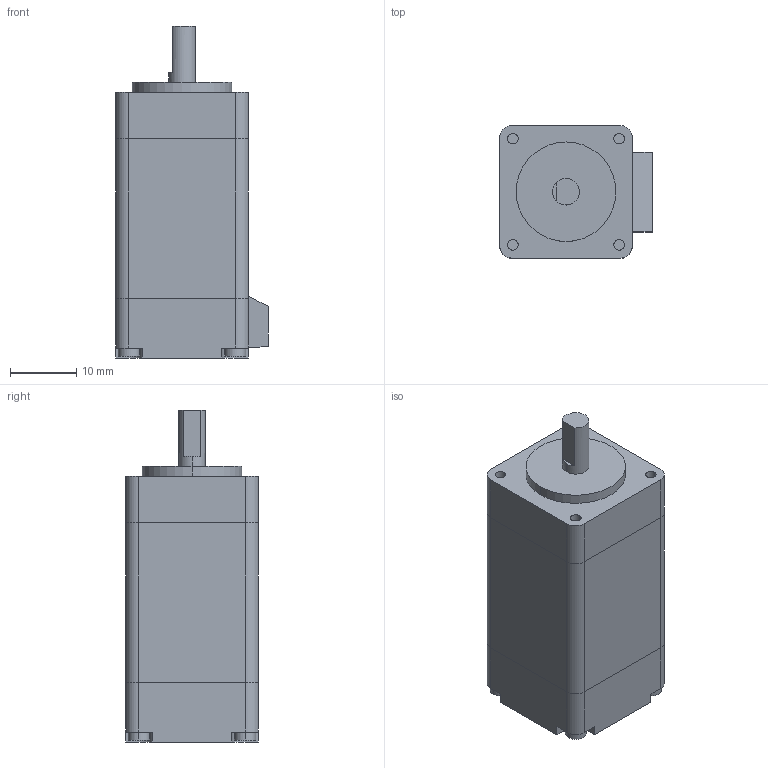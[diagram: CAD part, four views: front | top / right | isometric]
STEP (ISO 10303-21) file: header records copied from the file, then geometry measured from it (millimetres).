
FILE_DESCRIPTION (( 'STEP AP203' ), '1' );
FILE_NAME ('NMS08-T4A.step', '2023-05-17T23:23:03', ( '' ), ( '' ), 'SwSTEP 2.0', 'SolidWorks 2019', '' );
FILE_SCHEMA (( 'CONFIG_CONTROL_DESIGN' ));
Length unit declared in the file: millimetre
Products named in the file (2): NMS08-T4A; NMS08_motor^NMS08_NMS08
Assembly tree (1 placements, depth 2):
  NMS08-T4A
    NMS08_motor^NMS08_NMS08
Bounding box: 23 x 20 x 50 mm (x, y, z)
Volume: 16386.3 mm3; surface area: 6083 mm2
Topology: 4 solids, 4 shells, 80 faces, 198 edges, 132 vertices
Faces by surface type: plane 44, cylinder 36
Entity records: 2602 total; most frequent: DIRECTION 440, CARTESIAN_POINT 414, ORIENTED_EDGE 396, EDGE_CURVE 198, AXIS2_PLACEMENT_3D 158, VERTEX_POINT 132, LINE 124, VECTOR 124
